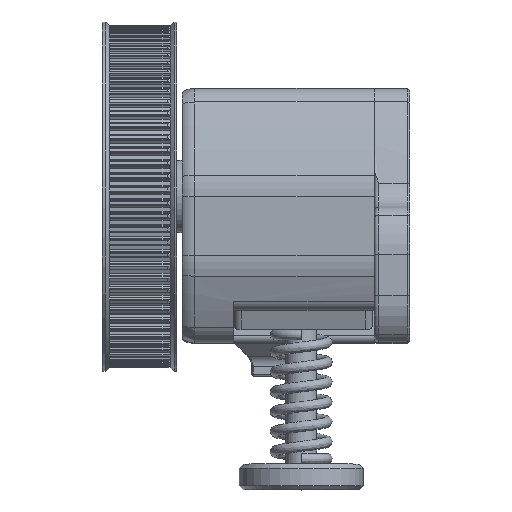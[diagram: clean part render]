
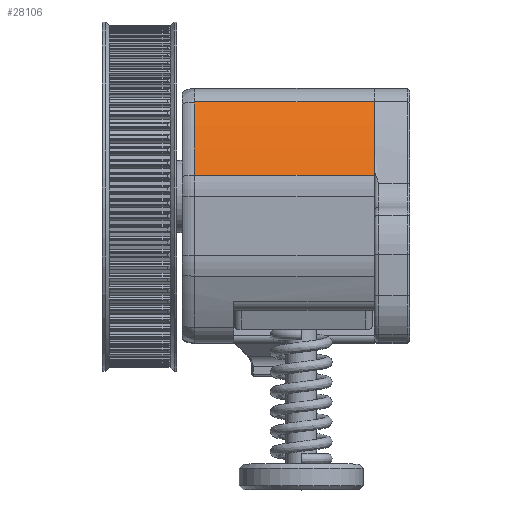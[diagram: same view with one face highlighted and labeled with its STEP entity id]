
A CAD part, top view. The second image highlights one B-rep face of the part: STEP entity #28106.
In plain terms, the highlighted cylindrical face has radius 35.521 mm (diameter 71.043 mm), a partial arc.
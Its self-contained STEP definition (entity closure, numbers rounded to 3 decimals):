
#1775=CYLINDRICAL_SURFACE('',#30857,35.521);
#3322=FACE_OUTER_BOUND('',#4990,.T.);
#4990=EDGE_LOOP('',(#26056,#26057,#26058,#26059));
#7837=LINE('',#49237,#10640);
#7838=LINE('',#49243,#10641);
#10640=VECTOR('',#38861,6.552);
#10641=VECTOR('',#38868,6.552);
#11749=CIRCLE('',#30858,35.521);
#11750=CIRCLE('',#30859,35.521);
#14217=VERTEX_POINT('',#49234);
#14218=VERTEX_POINT('',#49236);
#14219=VERTEX_POINT('',#49240);
#14220=VERTEX_POINT('',#49242);
#18185=EDGE_CURVE('',#14218,#14217,#7837,.T.);
#18187=EDGE_CURVE('',#14219,#14217,#11749,.T.);
#18188=EDGE_CURVE('',#14220,#14219,#7838,.T.);
#18189=EDGE_CURVE('',#14220,#14218,#11750,.T.);
#26056=ORIENTED_EDGE('',*,*,#18185,.T.);
#26057=ORIENTED_EDGE('',*,*,#18187,.F.);
#26058=ORIENTED_EDGE('',*,*,#18188,.F.);
#26059=ORIENTED_EDGE('',*,*,#18189,.T.);
#28106=ADVANCED_FACE('',(#3322),#1775,.T.);
#30857=AXIS2_PLACEMENT_3D('',#49239,#38864,#38865);
#30858=AXIS2_PLACEMENT_3D('',#49241,#38866,#38867);
#30859=AXIS2_PLACEMENT_3D('',#49244,#38869,#38870);
#38861=DIRECTION('',(-1.,0.,0.));
#38864=DIRECTION('center_axis',(1.,0.,0.));
#38865=DIRECTION('ref_axis',(0.,0.309,0.951));
#38866=DIRECTION('center_axis',(-1.,0.,0.));
#38867=DIRECTION('ref_axis',(0.,-0.509,-0.861));
#38868=DIRECTION('',(-1.,0.,0.));
#38869=DIRECTION('center_axis',(-1.,0.,0.));
#38870=DIRECTION('ref_axis',(0.,0.309,0.951));
#49234=CARTESIAN_POINT('',(-24.528,11.092,4.639));
#49236=CARTESIAN_POINT('',(-7.128,11.092,4.639));
#49237=CARTESIAN_POINT('',(-14.852,11.092,4.639));
#49239=CARTESIAN_POINT('Origin',(-7.12,-6.973,-25.946));
#49240=CARTESIAN_POINT('',(-24.528,4.,7.839));
#49241=CARTESIAN_POINT('Origin',(-24.528,-6.973,-25.946));
#49242=CARTESIAN_POINT('',(-7.128,4.,7.839));
#49243=CARTESIAN_POINT('',(-20.093,4.,7.839));
#49244=CARTESIAN_POINT('Origin',(-7.128,-6.973,-25.946));
